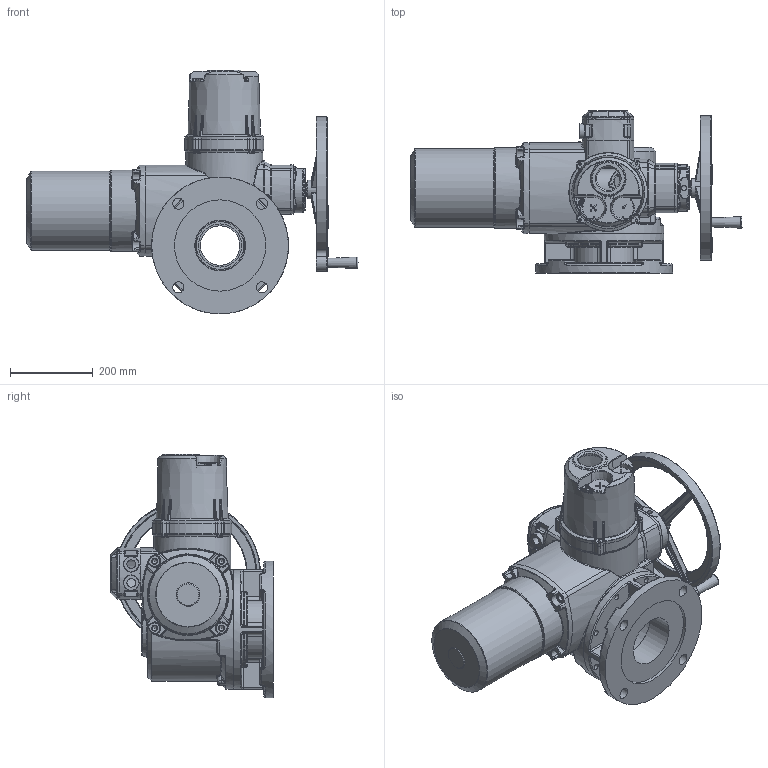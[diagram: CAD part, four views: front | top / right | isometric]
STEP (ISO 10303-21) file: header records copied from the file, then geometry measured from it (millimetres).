
FILE_DESCRIPTION(/* description */ (''),/* implementation_level */ '2;1');
FILE_NAME(/* name */ 'ЭПР-М 1800-2500.stp',/* time_stamp */ '2023-09-06T09:00:26+03:00',/* author */ ('kostr'),/* organization */ (''),/* preprocessor_version */ 'ST-DEVELOPER v18.1',/* originating_system */ 'AutoCAD Mechanical',/* authorisation */ '');
FILE_SCHEMA (('AUTOMOTIVE_DESIGN { 1 0 10303 214 3 1 1 }'));
Products named in the file (13): Product; AZ180 (250)ÕûÌåÐÍÍâ¹
Û; AZBC350-01 ÏäÌå; AZBC350-04-01 µç»ú¿Ç; AZC350-02-05 Á¬½ÓÅÌ; AZC00-13-01 Á½¿×½ÓÏßº
Ð; AZBC00-13-03 ½ÓÏßºÐ¸Ç; AZC00-08-01 ÊÖÂÖ¸Ç; AZBC00-16-02 ¸ô±¬ÐÍÃú
ÅÆ; AZC00-16-04 ÊÖ¶¯¾¯Ê¾Å
Æ; 350ÊÖÂÖ; 350ÊÖ±ú; AZBC00-12-01 ÖÇÄÜÐÍÏä
¸Ç
Assembly tree (12 placements, depth 3):
  Product
    AZ180 (250)ÕûÌåÐÍÍâ¹
Û
      AZBC350-01 ÏäÌå
      AZBC350-04-01 µç»ú¿Ç
      AZC350-02-05 Á¬½ÓÅÌ
      AZC00-13-01 Á½¿×½ÓÏßº
Ð
      AZBC00-13-03 ½ÓÏßºÐ¸Ç
      AZC00-08-01 ÊÖÂÖ¸Ç
      AZBC00-16-02 ¸ô±¬ÐÍÃú
ÅÆ
      AZC00-16-04 ÊÖ¶¯¾¯Ê¾Å
Æ
      350ÊÖÂÖ
      350ÊÖ±ú
      AZBC00-12-01 ÖÇÄÜÐÍÏä
¸Ç
Bounding box: 800.49 x 391 x 588 mm (x, y, z)
Volume: 12409677.4 mm3; surface area: 2367353.6 mm2
Topology: 9 solids, 10 shells, 3363 faces, 8442 edges, 5054 vertices
Faces by surface type: cylinder 942, bspline 929, plane 671, torus 506, sphere 181, cone 134
Full cylindrical faces by diameter (mm): 1.5 x2, 2 x4, 3 x13, 3.3 x3, 3.5 x4, 4 x2, 5 x23, 5.2 x4, 5.5 x4, 6 x3, 6.5 x8, 7 x4, 10 x11, 10.2 x8, 11.441 x1, 12 x8, 13.46 x1, 13.5 x8, 14.5 x4, 15 x1, 18 x2, 18.171 x1, 20 x1, 21 x2, 23 x1, 27 x4, 30 x2, 32.4 x1, 36 x3, 40 x3
Entity records: 183639 total; most frequent: CARTESIAN_POINT 107765, ORIENTED_EDGE 16492, DIRECTION 15650, EDGE_CURVE 8246, AXIS2_PLACEMENT_3D 6763, VERTEX_POINT 5054, CIRCLE 4072, EDGE_LOOP 3632
